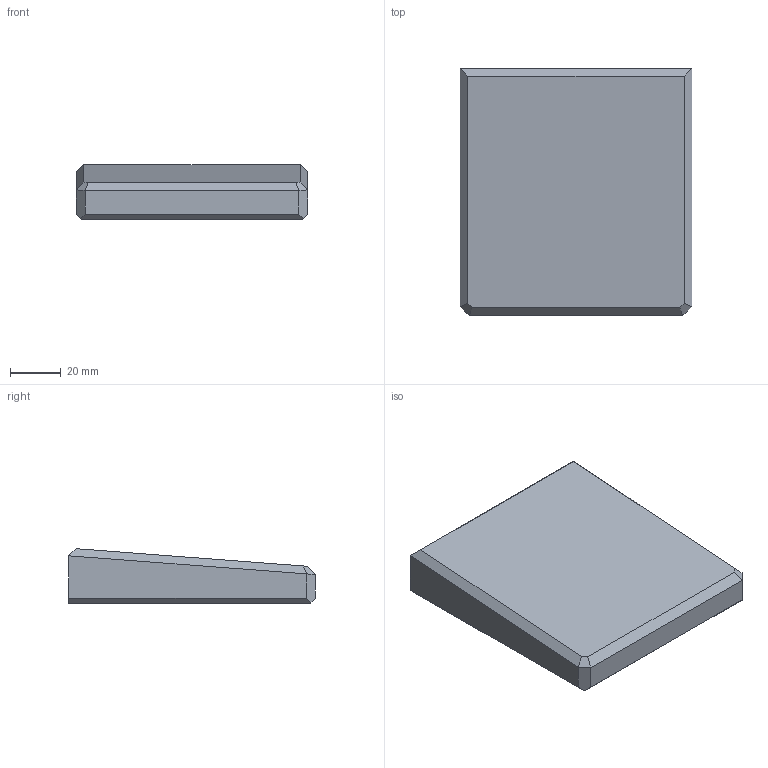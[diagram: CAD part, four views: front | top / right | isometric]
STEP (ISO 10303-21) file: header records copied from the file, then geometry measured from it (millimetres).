
FILE_DESCRIPTION(/* description */ (''),/* implementation_level */ '2;1');
FILE_NAME(/* name */ 'Case v2.step',/* time_stamp */ '2024-07-19T16:17:01-04:00',/* author */ (''),/* organization */ (''),/* preprocessor_version */ 'ST-DEVELOPER v20',/* originating_system */ 'Autodesk Translation Framework v13.14.0.145',/* authorisation */ '');
FILE_SCHEMA (('AUTOMOTIVE_DESIGN { 1 0 10303 214 3 1 1 }'));
Length unit declared in the file: millimetre
Products named in the file (1): Case
Bounding box: 91 x 97 x 21.45 mm (x, y, z)
Volume: 77053.7 mm3; surface area: 46969.8 mm2
Topology: 3 solids, 3 shells, 569 faces, 1653 edges, 1102 vertices
Faces by surface type: plane 491, cylinder 78
Full cylindrical faces by diameter (mm): 0.75 x2, 1.803 x8, 1.851 x6, 3.8 x5, 4.8 x1
Entity records: 18803 total; most frequent: CARTESIAN_POINT 3327, ORIENTED_EDGE 3306, DIRECTION 2948, EDGE_CURVE 1653, LINE 1496, VECTOR 1496, VERTEX_POINT 1102, AXIS2_PLACEMENT_3D 726
